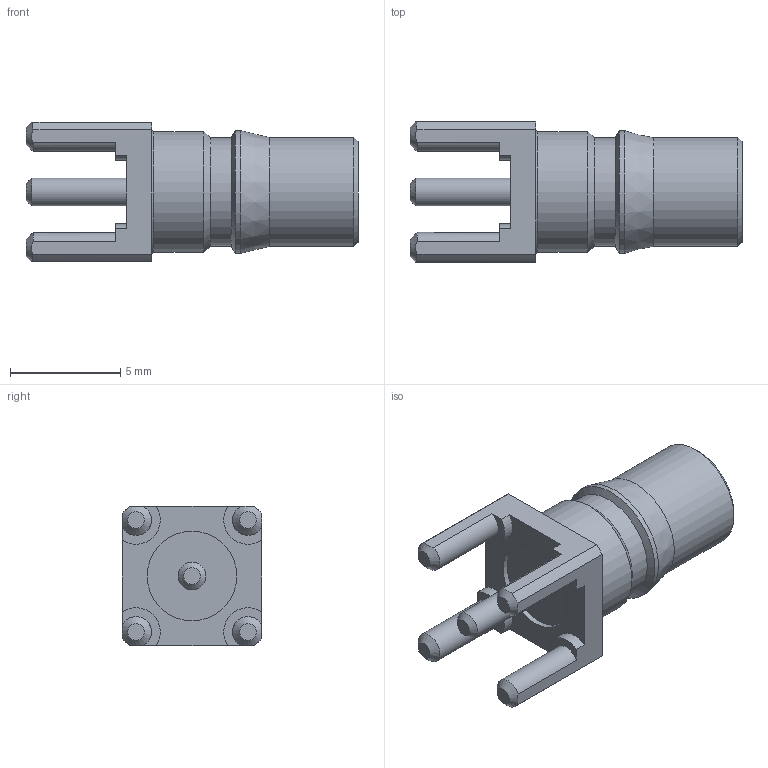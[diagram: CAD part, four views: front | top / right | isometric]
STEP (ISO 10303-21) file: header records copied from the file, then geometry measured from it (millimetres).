
FILE_DESCRIPTION (( 'STEP AP203' ), '1' );
FILE_NAME ('FMCN44227_3D.step', '2022-12-05T21:14:42', ( '' ), ( '' ), 'SwSTEP 2.0', 'SolidWorks 2021', '' );
FILE_SCHEMA (( 'CONFIG_CONTROL_DESIGN' ));
Length unit declared in the file: inch
Products named in the file (1): FMCN44227_3D
Bounding box: 15.06 x 6.35 x 6.35 mm (x, y, z)
Volume: 267.3 mm3; surface area: 374.5 mm2
Topology: 1 solids, 1 shells, 65 faces, 158 edges, 101 vertices
Faces by surface type: plane 28, cylinder 25, cone 11, torus 1
Full cylindrical faces by diameter (mm): 0.914 x1, 1.168 x1, 1.27 x1, 4.064 x1, 4.191 x1, 4.923 x1, 4.93 x1, 5.485 x1, 5.57 x1
Entity records: 1895 total; most frequent: CARTESIAN_POINT 378, DIRECTION 308, ORIENTED_EDGE 268, EDGE_CURVE 134, AXIS2_PLACEMENT_3D 124, VERTEX_POINT 96, EDGE_LOOP 90, FACE_OUTER_BOUND 75
